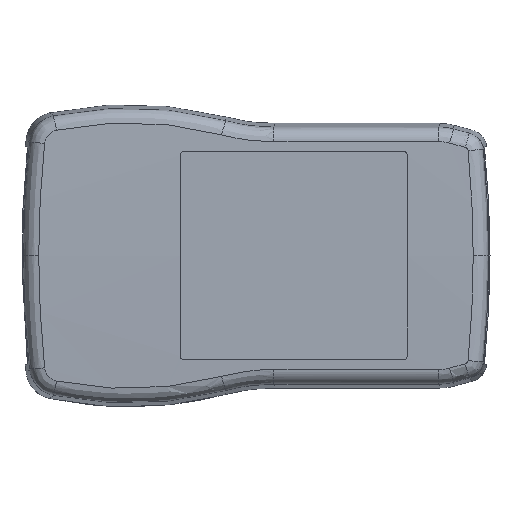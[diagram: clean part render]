
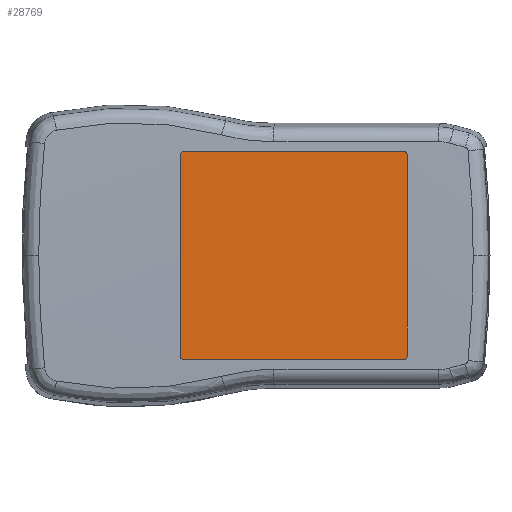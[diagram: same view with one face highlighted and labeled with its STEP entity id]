
A CAD part, top view. The second image highlights one B-rep face of the part: STEP entity #28769.
In plain terms, the highlighted planar face has unit normal (0, 0, 1).
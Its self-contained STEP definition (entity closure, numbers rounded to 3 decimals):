
#9 = CARTESIAN_POINT ( 'NONE',  ( 56.176, 26.797, 13.9 ) ) ;
#144 = CARTESIAN_POINT ( 'NONE',  ( 116.068, -26.925, 13.9 ) ) ;
#1827 = CARTESIAN_POINT ( 'NONE',  ( 115.176, 27.797, 13.9 ) ) ;
#2330 = CARTESIAN_POINT ( 'NONE',  ( 115.835, 27.553, 13.9 ) ) ;
#3159 = EDGE_CURVE ( 'NONE', #22033, #22411, #23341, .T. ) ;
#4500 = CARTESIAN_POINT ( 'NONE',  ( 56.176, 27.059, 13.9 ) ) ;
#5837 = CARTESIAN_POINT ( 'NONE',  ( 115.559, 27.721, 13.9 ) ) ;
#6042 = ORIENTED_EDGE ( 'NONE', *, *, #3159, .T. ) ;
#6075 = CARTESIAN_POINT ( 'NONE',  ( 116.276, 27.897, 13.9 ) ) ;
#6467 = EDGE_LOOP ( 'NONE', ( #32925, #8803, #12695, #32516, #20545, #39783, #6042, #48697 ) ) ;
#6472 = LINE ( 'NONE', #43636, #39589 ) ;
#8130 = EDGE_CURVE ( 'NONE', #36516, #20674, #10381, .T. ) ;
#8803 = ORIENTED_EDGE ( 'NONE', *, *, #19346, .F. ) ;
#9353 = CARTESIAN_POINT ( 'NONE',  ( 115.575, 27.714, 13.9 ) ) ;
#9439 = B_SPLINE_CURVE_WITH_KNOTS ( 'NONE', 3,
 ( #19336, #42062, #144, #45796, #11405, #49278 ),
 .UNSPECIFIED., .F., .F.,
 ( 4, 2, 4 ),
 ( 0., 0.5, 1. ),
 .UNSPECIFIED. ) ;
#9532 = CARTESIAN_POINT ( 'NONE',  ( 56.654, -27.295, 13.9 ) ) ;
#9826 = PLANE ( 'NONE',  #45775 ) ;
#10381 = B_SPLINE_CURVE_WITH_KNOTS ( 'NONE', 3,
 ( #28456, #47155, #9532, #19975, #20945, #43685 ),
 .UNSPECIFIED., .F., .F.,
 ( 4, 2, 4 ),
 ( 0., 0.5, 1. ),
 .UNSPECIFIED. ) ;
#11405 = CARTESIAN_POINT ( 'NONE',  ( 115.438, -27.403, 13.9 ) ) ;
#12065 = VECTOR ( 'NONE', #31092, 1000. ) ;
#12695 = ORIENTED_EDGE ( 'NONE', *, *, #8130, .F. ) ;
#13072 = CARTESIAN_POINT ( 'NONE',  ( 116.118, 27.134, 13.9 ) ) ;
#13322 = CARTESIAN_POINT ( 'NONE',  ( 115.426, 27.773, 13.9 ) ) ;
#14749 = CARTESIAN_POINT ( 'NONE',  ( 56.654, 27.689, 13.9 ) ) ;
#15546 = VECTOR ( 'NONE', #25353, 1000. ) ;
#16580 = EDGE_CURVE ( 'NONE', #22033, #49094, #34592, .T. ) ;
#17532 = CARTESIAN_POINT ( 'NONE',  ( 116.176, 26.861, 13.9 ) ) ;
#18169 = VECTOR ( 'NONE', #18540, 1000. ) ;
#18540 = DIRECTION ( 'NONE',  ( 1., 0., 0. ) ) ;
#19210 = CARTESIAN_POINT ( 'NONE',  ( 57.176, 27.797, 13.9 ) ) ;
#19336 = CARTESIAN_POINT ( 'NONE',  ( 116.176, -26.403, 13.9 ) ) ;
#19346 = EDGE_CURVE ( 'NONE', #20674, #47806, #39614, .T. ) ;
#19975 = CARTESIAN_POINT ( 'NONE',  ( 56.284, -26.925, 13.9 ) ) ;
#20274 = CARTESIAN_POINT ( 'NONE',  ( 115.304, 27.797, 13.9 ) ) ;
#20534 = CARTESIAN_POINT ( 'NONE',  ( 115.606, 27.7, 13.9 ) ) ;
#20545 = ORIENTED_EDGE ( 'NONE', *, *, #35925, .F. ) ;
#20674 = VERTEX_POINT ( 'NONE', #25550 ) ;
#20945 = CARTESIAN_POINT ( 'NONE',  ( 56.176, -26.665, 13.9 ) ) ;
#21793 = LINE ( 'NONE', #44268, #18169 ) ;
#22033 = VERTEX_POINT ( 'NONE', #32588 ) ;
#22411 = VERTEX_POINT ( 'NONE', #1827 ) ;
#23341 = B_SPLINE_CURVE_WITH_KNOTS ( 'NONE', 3,
 ( #43496, #17532, #28037, #40254, #46983, #13072, #29009, #32756, #28771, #47461, #2330, #40016, #44234, #39524, #20534, #9353, #5837, #13322, #20274, #28276 ),
 .UNSPECIFIED., .F., .F.,
 ( 4, 1, 2, 2, 2, 2, 2, 1, 2, 2, 4 ),
 ( 0., 0.125, 0.187, 0.25, 0.375, 0.5, 0.625, 0.687, 0.719, 0.75, 1. ),
 .UNSPECIFIED. ) ;
#25353 = DIRECTION ( 'NONE',  ( 0., 1., 0. ) ) ;
#25550 = CARTESIAN_POINT ( 'NONE',  ( 56.176, -26.403, 13.9 ) ) ;
#28037 = CARTESIAN_POINT ( 'NONE',  ( 116.167, 26.954, 13.9 ) ) ;
#28276 = CARTESIAN_POINT ( 'NONE',  ( 115.176, 27.797, 13.9 ) ) ;
#28456 = CARTESIAN_POINT ( 'NONE',  ( 57.176, -27.403, 13.9 ) ) ;
#28769 = ADVANCED_FACE ( 'NONE', ( #40250 ), #9826, .T. ) ;
#28771 = CARTESIAN_POINT ( 'NONE',  ( 115.975, 27.402, 13.9 ) ) ;
#29009 = CARTESIAN_POINT ( 'NONE',  ( 116.081, 27.228, 13.9 ) ) ;
#29737 = CARTESIAN_POINT ( 'NONE',  ( 57.176, -27.403, 13.9 ) ) ;
#30852 = CARTESIAN_POINT ( 'NONE',  ( 116.176, 0.197, 13.9 ) ) ;
#31092 = DIRECTION ( 'NONE',  ( 0., -1., 0. ) ) ;
#31817 = B_SPLINE_CURVE_WITH_KNOTS ( 'NONE', 3,
 ( #9, #4500, #45668, #14749, #38687, #19210 ),
 .UNSPECIFIED., .F., .F.,
 ( 4, 2, 4 ),
 ( 0., 0.5, 1. ),
 .UNSPECIFIED. ) ;
#32173 = CARTESIAN_POINT ( 'NONE',  ( 57.176, 27.797, 13.9 ) ) ;
#32516 = ORIENTED_EDGE ( 'NONE', *, *, #34250, .F. ) ;
#32588 = CARTESIAN_POINT ( 'NONE',  ( 116.176, 26.797, 13.9 ) ) ;
#32756 = CARTESIAN_POINT ( 'NONE',  ( 116.05, 27.287, 13.9 ) ) ;
#32845 = CARTESIAN_POINT ( 'NONE',  ( 56.176, 0.197, 13.9 ) ) ;
#32925 = ORIENTED_EDGE ( 'NONE', *, *, #48567, .F. ) ;
#34250 = EDGE_CURVE ( 'NONE', #43790, #36516, #6472, .T. ) ;
#34592 = LINE ( 'NONE', #30852, #12065 ) ;
#35925 = EDGE_CURVE ( 'NONE', #49094, #43790, #9439, .T. ) ;
#36516 = VERTEX_POINT ( 'NONE', #29737 ) ;
#36743 = VERTEX_POINT ( 'NONE', #32173 ) ;
#38687 = CARTESIAN_POINT ( 'NONE',  ( 56.914, 27.797, 13.9 ) ) ;
#39524 = CARTESIAN_POINT ( 'NONE',  ( 115.652, 27.678, 13.9 ) ) ;
#39589 = VECTOR ( 'NONE', #44378, 1000. ) ;
#39614 = LINE ( 'NONE', #32845, #15546 ) ;
#39783 = ORIENTED_EDGE ( 'NONE', *, *, #16580, .F. ) ;
#40016 = CARTESIAN_POINT ( 'NONE',  ( 115.779, 27.597, 13.9 ) ) ;
#40226 = CARTESIAN_POINT ( 'NONE',  ( 56.176, 26.797, 13.9 ) ) ;
#40250 = FACE_OUTER_BOUND ( 'NONE', #6467, .T. ) ;
#40254 = CARTESIAN_POINT ( 'NONE',  ( 116.145, 27.046, 13.9 ) ) ;
#41279 = CARTESIAN_POINT ( 'NONE',  ( 116.176, -26.403, 13.9 ) ) ;
#42062 = CARTESIAN_POINT ( 'NONE',  ( 116.176, -26.665, 13.9 ) ) ;
#43496 = CARTESIAN_POINT ( 'NONE',  ( 116.176, 26.797, 13.9 ) ) ;
#43636 = CARTESIAN_POINT ( 'NONE',  ( 86.176, -27.403, 13.9 ) ) ;
#43685 = CARTESIAN_POINT ( 'NONE',  ( 56.176, -26.403, 13.9 ) ) ;
#43790 = VERTEX_POINT ( 'NONE', #46766 ) ;
#44234 = CARTESIAN_POINT ( 'NONE',  ( 115.695, 27.652, 13.9 ) ) ;
#44268 = CARTESIAN_POINT ( 'NONE',  ( 86.176, 27.797, 13.9 ) ) ;
#44378 = DIRECTION ( 'NONE',  ( -1., 0., 0. ) ) ;
#45668 = CARTESIAN_POINT ( 'NONE',  ( 56.284, 27.319, 13.9 ) ) ;
#45775 = AXIS2_PLACEMENT_3D ( 'NONE', #6075, #47944, #48182 ) ;
#45796 = CARTESIAN_POINT ( 'NONE',  ( 115.698, -27.295, 13.9 ) ) ;
#46766 = CARTESIAN_POINT ( 'NONE',  ( 115.176, -27.403, 13.9 ) ) ;
#46983 = CARTESIAN_POINT ( 'NONE',  ( 116.128, 27.106, 13.9 ) ) ;
#47155 = CARTESIAN_POINT ( 'NONE',  ( 56.914, -27.403, 13.9 ) ) ;
#47461 = CARTESIAN_POINT ( 'NONE',  ( 115.932, 27.456, 13.9 ) ) ;
#47806 = VERTEX_POINT ( 'NONE', #40226 ) ;
#47944 = DIRECTION ( 'NONE',  ( 0., 0., 1. ) ) ;
#48182 = DIRECTION ( 'NONE',  ( -1., 0., 0. ) ) ;
#48567 = EDGE_CURVE ( 'NONE', #47806, #36743, #31817, .T. ) ;
#48697 = ORIENTED_EDGE ( 'NONE', *, *, #49181, .F. ) ;
#49094 = VERTEX_POINT ( 'NONE', #41279 ) ;
#49181 = EDGE_CURVE ( 'NONE', #36743, #22411, #21793, .T. ) ;
#49278 = CARTESIAN_POINT ( 'NONE',  ( 115.176, -27.403, 13.9 ) ) ;
